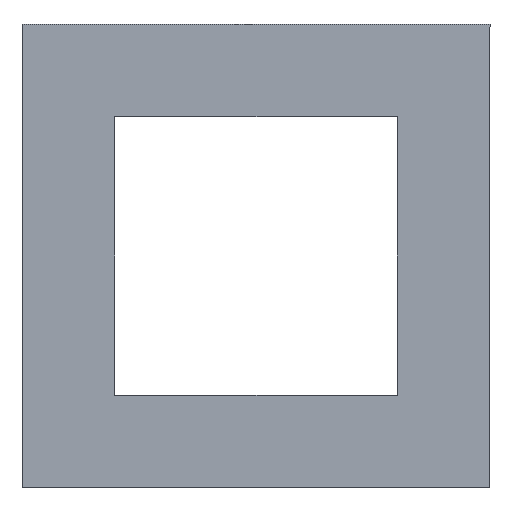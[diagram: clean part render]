
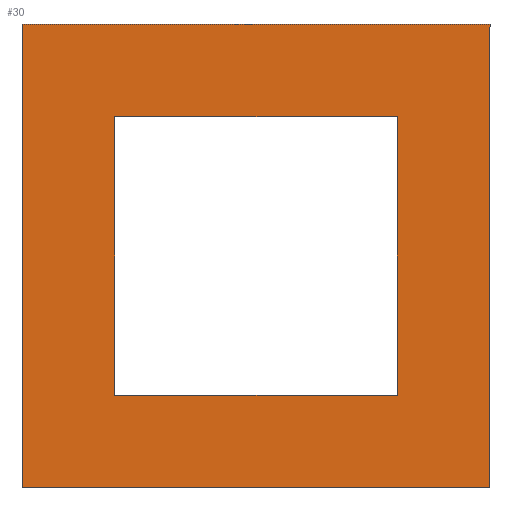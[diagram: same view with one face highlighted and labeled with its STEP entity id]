
A CAD part, left-side view. The second image highlights one B-rep face of the part: STEP entity #30.
In plain terms, the highlighted planar face has unit normal (-1, 0, 0).
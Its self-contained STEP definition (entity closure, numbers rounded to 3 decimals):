
#24=FACE_BOUND('',#51,.T.);
#30=ADVANCED_FACE('',(#40,#24),#174,.T.);
#40=FACE_OUTER_BOUND('',#50,.T.);
#50=EDGE_LOOP('',(#74,#75,#76,#77));
#51=EDGE_LOOP('',(#78,#79,#80,#81));
#74=ORIENTED_EDGE('',*,*,#125,.F.);
#75=ORIENTED_EDGE('',*,*,#127,.F.);
#76=ORIENTED_EDGE('',*,*,#129,.F.);
#77=ORIENTED_EDGE('',*,*,#123,.F.);
#78=ORIENTED_EDGE('',*,*,#117,.F.);
#79=ORIENTED_EDGE('',*,*,#115,.F.);
#80=ORIENTED_EDGE('',*,*,#112,.F.);
#81=ORIENTED_EDGE('',*,*,#108,.F.);
#108=EDGE_CURVE('',#154,#155,#132,.T.);
#112=EDGE_CURVE('',#155,#156,#136,.T.);
#115=EDGE_CURVE('',#156,#157,#139,.T.);
#117=EDGE_CURVE('',#157,#154,#141,.T.);
#123=EDGE_CURVE('',#162,#163,#147,.T.);
#125=EDGE_CURVE('',#165,#162,#149,.T.);
#127=EDGE_CURVE('',#164,#165,#151,.T.);
#129=EDGE_CURVE('',#163,#164,#153,.T.);
#132=B_SPLINE_CURVE_WITH_KNOTS('',1,(#256,#257),.UNSPECIFIED.,.F.,.F.,(2,
2),(-6.3,-6.1),.UNSPECIFIED.);
#136=B_SPLINE_CURVE_WITH_KNOTS('',1,(#264,#265),.UNSPECIFIED.,.F.,.F.,(2,
2),(-6.1,-5.9),.UNSPECIFIED.);
#139=B_SPLINE_CURVE_WITH_KNOTS('',1,(#270,#271),.UNSPECIFIED.,.F.,.F.,(2,
2),(-5.9,-5.7),.UNSPECIFIED.);
#141=B_SPLINE_CURVE_WITH_KNOTS('',1,(#274,#275),.UNSPECIFIED.,.F.,.F.,(2,
2),(-5.7,0.),.UNSPECIFIED.);
#147=B_SPLINE_CURVE_WITH_KNOTS('',1,(#288,#289,#290,#291),.UNSPECIFIED.,
 .F.,.F.,(2,1,1,2),(0.,2.,2.2,4.2),.UNSPECIFIED.);
#149=B_SPLINE_CURVE_WITH_KNOTS('',1,(#296,#297,#298,#299),.UNSPECIFIED.,
 .F.,.F.,(2,1,1,2),(0.,2.,2.2,4.2),.UNSPECIFIED.);
#151=B_SPLINE_CURVE_WITH_KNOTS('',1,(#304,#305,#306,#307),.UNSPECIFIED.,
 .F.,.F.,(2,1,1,2),(0.,2.,2.2,4.2),.UNSPECIFIED.);
#153=B_SPLINE_CURVE_WITH_KNOTS('',1,(#312,#313,#314,#315),.UNSPECIFIED.,
 .F.,.F.,(2,1,1,2),(0.,1.869,7.569,9.438),
 .UNSPECIFIED.);
#154=VERTEX_POINT('',#236);
#155=VERTEX_POINT('',#237);
#156=VERTEX_POINT('',#238);
#157=VERTEX_POINT('',#239);
#162=VERTEX_POINT('',#244);
#163=VERTEX_POINT('',#245);
#164=VERTEX_POINT('',#246);
#165=VERTEX_POINT('',#247);
#174=PLANE('',#204);
#204=AXIS2_PLACEMENT_3D('',#230,#217,$);
#217=DIRECTION('',(-1.,0.,0.));
#230=CARTESIAN_POINT('',(10.,-49.85,4.2));
#236=CARTESIAN_POINT('',(10.,-47.85,-3.8));
#237=CARTESIAN_POINT('',(10.,-47.85,2.2));
#238=CARTESIAN_POINT('',(10.,-41.75,2.2));
#239=CARTESIAN_POINT('',(10.,-41.75,-3.8));
#244=CARTESIAN_POINT('',(10.,-49.85,4.2));
#245=CARTESIAN_POINT('',(10.,-49.85,-5.8));
#246=CARTESIAN_POINT('',(10.,-39.75,-5.8));
#247=CARTESIAN_POINT('',(10.,-39.75,4.2));
#256=CARTESIAN_POINT('',(10.,-47.85,-3.8));
#257=CARTESIAN_POINT('',(10.,-47.85,2.2));
#264=CARTESIAN_POINT('',(10.,-47.85,2.2));
#265=CARTESIAN_POINT('',(10.,-41.75,2.2));
#270=CARTESIAN_POINT('',(10.,-41.75,2.2));
#271=CARTESIAN_POINT('',(10.,-41.75,-3.8));
#274=CARTESIAN_POINT('',(10.,-41.75,-3.8));
#275=CARTESIAN_POINT('',(10.,-47.85,-3.8));
#288=CARTESIAN_POINT('',(10.,-49.85,4.2));
#289=CARTESIAN_POINT('',(10.,-49.85,2.2));
#290=CARTESIAN_POINT('',(10.,-49.85,-3.8));
#291=CARTESIAN_POINT('',(10.,-49.85,-5.8));
#296=CARTESIAN_POINT('',(10.,-39.75,4.2));
#297=CARTESIAN_POINT('',(10.,-41.75,4.2));
#298=CARTESIAN_POINT('',(10.,-47.85,4.2));
#299=CARTESIAN_POINT('',(10.,-49.85,4.2));
#304=CARTESIAN_POINT('',(10.,-39.75,-5.8));
#305=CARTESIAN_POINT('',(10.,-39.75,-3.8));
#306=CARTESIAN_POINT('',(10.,-39.75,2.2));
#307=CARTESIAN_POINT('',(10.,-39.75,4.2));
#312=CARTESIAN_POINT('',(10.,-49.85,-5.8));
#313=CARTESIAN_POINT('',(10.,-47.85,-5.8));
#314=CARTESIAN_POINT('',(10.,-41.75,-5.8));
#315=CARTESIAN_POINT('',(10.,-39.75,-5.8));
